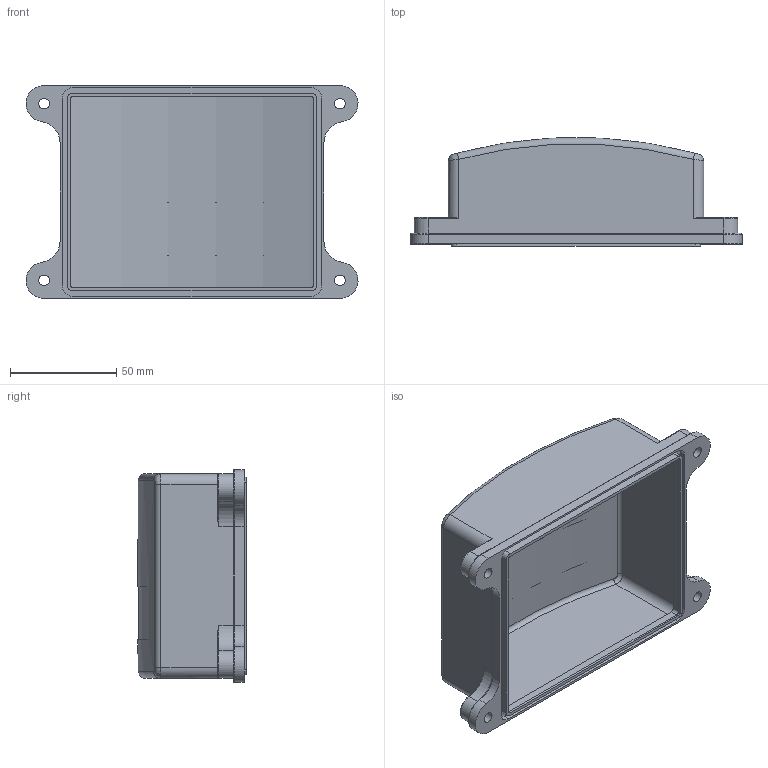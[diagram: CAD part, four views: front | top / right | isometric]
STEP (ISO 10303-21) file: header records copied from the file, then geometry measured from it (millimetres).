
FILE_DESCRIPTION(/* description */ (''),/* implementation_level */ '2;1');
FILE_NAME(/* name */ 'Part1.stp',/* time_stamp */ '2015-11-05T12:26:07+07:00',/* author */ ('Administrator'),/* organization */ (''),/* preprocessor_version */ 'ST-DEVELOPER v15.6',/* originating_system */ 'Autodesk Inventor 2015',/* authorisation */ '');
FILE_SCHEMA (('AUTOMOTIVE_DESIGN { 1 0 10303 214 3 1 1 }'));
Length unit declared in the file: millimetre
Products named in the file (1): Part1
Bounding box: 155.96 x 51 x 100 mm (x, y, z)
Volume: 40927.8 mm3; surface area: 73431.9 mm2
Topology: 1 solids, 5 shells, 193 faces, 472 edges, 304 vertices
Faces by surface type: cylinder 91, plane 74, torus 20, bspline 8
Full cylindrical faces by diameter (mm): 5 x4, 7 x4, 8 x4, 10 x4
Entity records: 5884 total; most frequent: CARTESIAN_POINT 1248, DIRECTION 1012, ORIENTED_EDGE 904, EDGE_CURVE 452, AXIS2_PLACEMENT_3D 398, VERTEX_POINT 300, EDGE_LOOP 240, LINE 216
